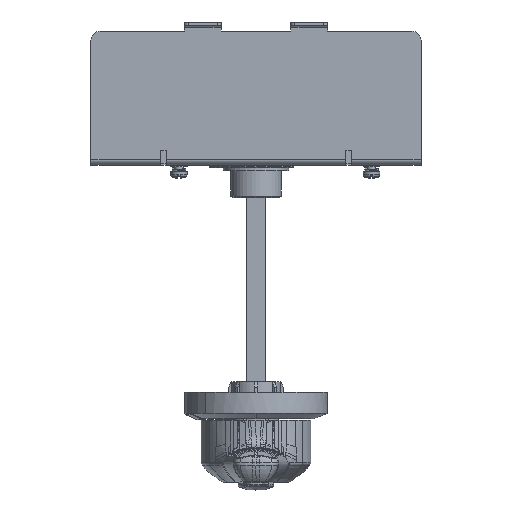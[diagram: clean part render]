
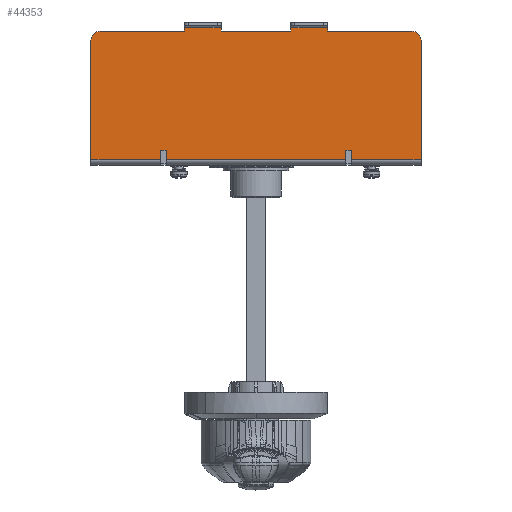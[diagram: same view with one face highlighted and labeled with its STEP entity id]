
A CAD part, front view. The second image highlights one B-rep face of the part: STEP entity #44353.
In plain terms, the highlighted planar face has unit normal (0, -1, 0).
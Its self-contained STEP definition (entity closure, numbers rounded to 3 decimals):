
#38415=DIRECTION('',(0.,0.,-1.));
#38416=VECTOR('',#38415,65.);
#38417=CARTESIAN_POINT('',(969.193,-25.197,66.));
#38418=LINE('',#38417,#38416);
#39678=DIRECTION('',(-1.,0.,0.));
#39679=VECTOR('',#39678,38.);
#39680=CARTESIAN_POINT('',(969.193,-25.197,1.));
#39681=LINE('',#39680,#39679);
#39713=DIRECTION('',(0.,0.,1.));
#39714=VECTOR('',#39713,5.);
#39715=CARTESIAN_POINT('',(931.193,-25.197,
1.));
#39716=LINE('',#39715,#39714);
#39750=DIRECTION('',(-1.,0.,0.));
#39751=VECTOR('',#39750,46.);
#39752=CARTESIAN_POINT('',(840.193,-25.197,71.));
#39753=LINE('',#39752,#39751);
#39757=DIRECTION('',(0.,0.,-1.));
#39758=VECTOR('',#39757,2.);
#39759=CARTESIAN_POINT('',(840.193,-25.197,73.));
#39760=LINE('',#39759,#39758);
#39764=DIRECTION('',(0.,0.,1.));
#39765=VECTOR('',#39764,2.);
#39766=CARTESIAN_POINT('',(860.193,-25.197,71.));
#39767=LINE('',#39766,#39765);
#39771=DIRECTION('',(-1.,0.,0.));
#39772=VECTOR('',#39771,38.);
#39773=CARTESIAN_POINT('',(898.193,-25.197,71.));
#39774=LINE('',#39773,#39772);
#39778=DIRECTION('',(0.,0.,-1.));
#39779=VECTOR('',#39778,2.);
#39780=CARTESIAN_POINT('',(898.193,-25.197,73.));
#39781=LINE('',#39780,#39779);
#39785=DIRECTION('',(0.,0.,1.));
#39786=VECTOR('',#39785,2.);
#39787=CARTESIAN_POINT('',(918.193,-25.197,71.));
#39788=LINE('',#39787,#39786);
#39792=DIRECTION('',(-1.,0.,0.));
#39793=VECTOR('',#39792,46.);
#39794=CARTESIAN_POINT('',(964.193,-25.197,71.));
#39795=LINE('',#39794,#39793);
#39799=CARTESIAN_POINT('',(964.193,-25.197,66.));
#39800=DIRECTION('',(0.,-1.,0.));
#39801=DIRECTION('',(1.,0.,0.));
#39802=AXIS2_PLACEMENT_3D('',#39799,#39800,#39801);
#39807=DIRECTION('',(1.,0.,0.));
#39808=VECTOR('',#39807,3.);
#39809=CARTESIAN_POINT('',(928.193,-25.197,6.));
#39810=LINE('',#39809,#39808);
#39814=DIRECTION('',(0.,0.,1.));
#39815=VECTOR('',#39814,5.);
#39816=CARTESIAN_POINT('',(928.193,-25.197,1.));
#39817=LINE('',#39816,#39815);
#39821=DIRECTION('',(1.,0.,0.));
#39822=VECTOR('',#39821,3.);
#39823=CARTESIAN_POINT('',(827.193,-25.197,6.));
#39824=LINE('',#39823,#39822);
#39828=DIRECTION('',(0.,0.,1.));
#39829=VECTOR('',#39828,5.);
#39830=CARTESIAN_POINT('',(827.193,-25.197,
1.));
#39831=LINE('',#39830,#39829);
#39835=DIRECTION('',(0.,0.,-1.));
#39836=VECTOR('',#39835,65.);
#39837=CARTESIAN_POINT('',(789.193,-25.197,66.));
#39838=LINE('',#39837,#39836);
#39842=CARTESIAN_POINT('',(794.193,-25.197,66.));
#39843=DIRECTION('',(0.,-1.,0.));
#39844=DIRECTION('',(0.,0.,1.));
#39845=AXIS2_PLACEMENT_3D('',#39842,#39843,#39844);
#40252=DIRECTION('',(1.,0.,0.));
#40253=VECTOR('',#40252,20.);
#40254=CARTESIAN_POINT('',(898.193,-25.197,73.));
#40255=LINE('',#40254,#40253);
#40336=DIRECTION('',(1.,0.,0.));
#40337=VECTOR('',#40336,20.);
#40338=CARTESIAN_POINT('',(840.193,-25.197,73.));
#40339=LINE('',#40338,#40337);
#40483=DIRECTION('',(-1.,0.,0.));
#40484=VECTOR('',#40483,98.);
#40485=CARTESIAN_POINT('',(928.193,-25.197,1.));
#40486=LINE('',#40485,#40484);
#40504=DIRECTION('',(0.,0.,1.));
#40505=VECTOR('',#40504,5.);
#40506=CARTESIAN_POINT('',(830.193,-25.197,1.));
#40507=LINE('',#40506,#40505);
#40590=DIRECTION('',(-1.,0.,0.));
#40591=VECTOR('',#40590,38.);
#40592=CARTESIAN_POINT('',(827.193,-25.197,
1.));
#40593=LINE('',#40592,#40591);
#41625=CARTESIAN_POINT('',(969.193,-25.197,66.));
#41626=VERTEX_POINT('',#41625);
#41627=CARTESIAN_POINT('',(969.193,-25.197,1.));
#41628=VERTEX_POINT('',#41627);
#41685=CARTESIAN_POINT('',(789.193,-25.197,1.));
#41686=VERTEX_POINT('',#41685);
#41687=CARTESIAN_POINT('',(789.193,-25.197,66.));
#41688=VERTEX_POINT('',#41687);
#41863=CARTESIAN_POINT('',(840.193,-25.197,71.));
#41864=VERTEX_POINT('',#41863);
#41865=CARTESIAN_POINT('',(840.193,-25.197,73.));
#41866=VERTEX_POINT('',#41865);
#41867=CARTESIAN_POINT('',(860.193,-25.197,73.));
#41868=VERTEX_POINT('',#41867);
#41869=CARTESIAN_POINT('',(860.193,-25.197,71.));
#41870=VERTEX_POINT('',#41869);
#41873=CARTESIAN_POINT('',(898.193,-25.197,71.));
#41874=VERTEX_POINT('',#41873);
#41877=CARTESIAN_POINT('',(898.193,-25.197,73.));
#41878=VERTEX_POINT('',#41877);
#41879=CARTESIAN_POINT('',(918.193,-25.197,73.));
#41880=VERTEX_POINT('',#41879);
#41881=CARTESIAN_POINT('',(918.193,-25.197,71.));
#41882=VERTEX_POINT('',#41881);
#41885=CARTESIAN_POINT('',(964.193,-25.197,71.));
#41886=VERTEX_POINT('',#41885);
#41889=CARTESIAN_POINT('',(928.193,-25.197,6.));
#41890=CARTESIAN_POINT('',(931.193,-25.197,6.));
#41891=VERTEX_POINT('',#41889);
#41892=VERTEX_POINT('',#41890);
#41893=CARTESIAN_POINT('',(827.193,-25.197,6.));
#41894=CARTESIAN_POINT('',(830.193,-25.197,6.));
#41895=VERTEX_POINT('',#41893);
#41896=VERTEX_POINT('',#41894);
#41899=CARTESIAN_POINT('',(794.193,-25.197,71.));
#41900=VERTEX_POINT('',#41899);
#41901=CARTESIAN_POINT('',(827.193,-25.197,
1.));
#41902=VERTEX_POINT('',#41901);
#41903=CARTESIAN_POINT('',(830.193,-25.197,1.));
#41904=VERTEX_POINT('',#41903);
#41905=CARTESIAN_POINT('',(928.193,-25.197,1.));
#41906=VERTEX_POINT('',#41905);
#41907=CARTESIAN_POINT('',(931.193,-25.197,
1.));
#41908=VERTEX_POINT('',#41907);
#44307=CARTESIAN_POINT('',(804.193,-25.197,-2.));
#44308=DIRECTION('',(0.,-1.,0.));
#44309=DIRECTION('',(0.,0.,-1.));
#44310=AXIS2_PLACEMENT_3D('',#44307,#44308,#44309);
#44311=PLANE('',#44310);
#44313=ORIENTED_EDGE('',*,*,#44312,.F.);
#44315=ORIENTED_EDGE('',*,*,#44314,.F.);
#44317=ORIENTED_EDGE('',*,*,#44316,.T.);
#44319=ORIENTED_EDGE('',*,*,#44318,.F.);
#44321=ORIENTED_EDGE('',*,*,#44320,.F.);
#44323=ORIENTED_EDGE('',*,*,#44322,.F.);
#44325=ORIENTED_EDGE('',*,*,#44324,.T.);
#44327=ORIENTED_EDGE('',*,*,#44326,.F.);
#44329=ORIENTED_EDGE('',*,*,#44328,.F.);
#44331=ORIENTED_EDGE('',*,*,#44330,.F.);
#44332=ORIENTED_EDGE('',*,*,#43172,.T.);
#44333=ORIENTED_EDGE('',*,*,#44246,.T.);
#44334=ORIENTED_EDGE('',*,*,#44267,.T.);
#44336=ORIENTED_EDGE('',*,*,#44335,.F.);
#44337=ORIENTED_EDGE('',*,*,#44292,.F.);
#44339=ORIENTED_EDGE('',*,*,#44338,.T.);
#44341=ORIENTED_EDGE('',*,*,#44340,.T.);
#44343=ORIENTED_EDGE('',*,*,#44342,.F.);
#44345=ORIENTED_EDGE('',*,*,#44344,.F.);
#44347=ORIENTED_EDGE('',*,*,#44346,.T.);
#44348=ORIENTED_EDGE('',*,*,#42289,.F.);
#44350=ORIENTED_EDGE('',*,*,#44349,.F.);
#44351=EDGE_LOOP('',(#44313,#44315,#44317,#44319,#44321,#44323,#44325,#44327,
#44329,#44331,#44332,#44333,#44334,#44336,#44337,#44339,#44341,#44343,#44345,
#44347,#44348,#44350));
#44352=FACE_OUTER_BOUND('',#44351,.F.);
#44353=ADVANCED_FACE('',(#44352),#44311,.T.);
#39803=CIRCLE('',#39802,5.);
#39846=CIRCLE('',#39845,5.);
#42289=EDGE_CURVE('',#41688,#41686,#39838,.T.);
#43172=EDGE_CURVE('',#41626,#41628,#38418,.T.);
#44246=EDGE_CURVE('',#41628,#41908,#39681,.T.);
#44267=EDGE_CURVE('',#41908,#41892,#39716,.T.);
#44292=EDGE_CURVE('',#41906,#41891,#39817,.T.);
#44312=EDGE_CURVE('',#41864,#41900,#39753,.T.);
#44314=EDGE_CURVE('',#41866,#41864,#39760,.T.);
#44316=EDGE_CURVE('',#41866,#41868,#40339,.T.);
#44318=EDGE_CURVE('',#41870,#41868,#39767,.T.);
#44320=EDGE_CURVE('',#41874,#41870,#39774,.T.);
#44322=EDGE_CURVE('',#41878,#41874,#39781,.T.);
#44324=EDGE_CURVE('',#41878,#41880,#40255,.T.);
#44326=EDGE_CURVE('',#41882,#41880,#39788,.T.);
#44328=EDGE_CURVE('',#41886,#41882,#39795,.T.);
#44330=EDGE_CURVE('',#41626,#41886,#39803,.T.);
#44335=EDGE_CURVE('',#41891,#41892,#39810,.T.);
#44338=EDGE_CURVE('',#41906,#41904,#40486,.T.);
#44340=EDGE_CURVE('',#41904,#41896,#40507,.T.);
#44342=EDGE_CURVE('',#41895,#41896,#39824,.T.);
#44344=EDGE_CURVE('',#41902,#41895,#39831,.T.);
#44346=EDGE_CURVE('',#41902,#41686,#40593,.T.);
#44349=EDGE_CURVE('',#41900,#41688,#39846,.T.);
